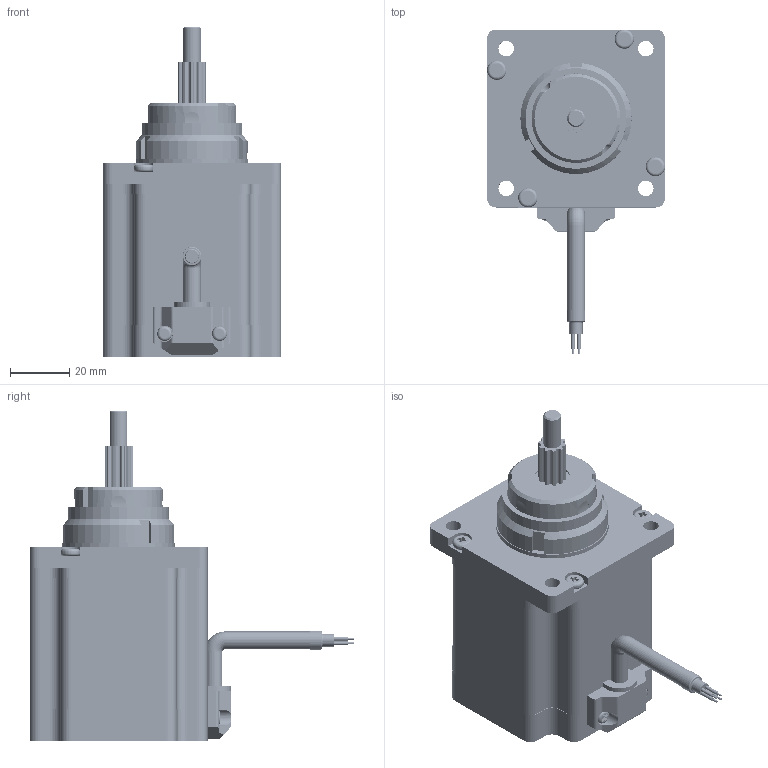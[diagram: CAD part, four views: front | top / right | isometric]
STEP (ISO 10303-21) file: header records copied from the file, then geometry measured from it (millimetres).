
FILE_DESCRIPTION (( 'STEP AP214' ), '1' );
FILE_NAME ('60NC265-T5.08-5-04-12.7-001.STEP', '2024-11-28T06:37:52', ( 'MM' ), ( 'Microsoft' ), 'SwSTEP 2.0', 'SolidWorks 2024', '' );
FILE_SCHEMA (( 'AUTOMOTIVE_DESIGN' ));
Length unit declared in the file: millimetre
Products named in the file (25): 13-60-15骨架_13-60-15; 60NC265-T5.08-5-04-12.7-001; 11-57-003（M3-61配57-65）; 03-60-8.5-17_10-60-006-10; 01-60-001（60直线前盖φ30安装孔57）_04-57-001-1; 14-57-004（57单孔出线）; 02-60-65直线贯通; 07-57-007（57固定轴卡簧）; 07-57-002（57固定轴锁紧螺母）; 06-57-038（贯通轴注塑塑料）_06-57-034; 11-57-001（M3-6配57和86压线板）; 07-57-009（57固定轴花键-12.7）_01-57-022-3; 07-57-009（57固定轴铝套-12.7）_08-35-006-5; 08-60-001（60直线电机磁钢）_07-28-001-2; 02-60-44_02-60-44; 07-57-009（57固定轴丝杆-12.7）_03-57-004-7; 09-57-001（φ30Xφ17X7); 07-57-003（57固定轴注塑螺母）; 10-60-001直线隔磁片; 13-60-27骨架_13-60-27; 02-60-65直接出线; 06-57-015（贯通65电机轴）_01-57-011-1; 03-60-011贯通65机身; 10-60-005轴套φ17H3.8; 01-60-015（60直线后盖φ30电缆线有孔）_04-60-003-1
Assembly tree (33 placements, depth 4):
  60NC265-T5.08-5-04-12.7-001
    02-60-65直线贯通
      01-60-015（60直线后盖φ30电缆线有孔）_04-60-003-1
      01-60-001（60直线前盖φ30安装孔57）_04-57-001-1
      09-57-001（φ30Xφ17X7)  x2
      10-60-005轴套φ17H3.8
      02-60-65直接出线
        02-60-44_02-60-44
        13-60-27骨架_13-60-27
        13-60-15骨架_13-60-15
      03-60-011贯通65机身
        06-57-015（贯通65电机轴）_01-57-011-1
        03-60-8.5-17_10-60-006-10  x4
        08-60-001（60直线电机磁钢）_07-28-001-2  x2
        10-60-001直线隔磁片
      11-57-001（M3-6配57和86压线板）  x2
      11-57-003（M3-61配57-65）  x4
      06-57-038（贯通轴注塑塑料）_06-57-034
    07-57-009（57固定轴铝套-12.7）_08-35-006-5
    07-57-002（57固定轴锁紧螺母）
    07-57-003（57固定轴注塑螺母）
    07-57-009（57固定轴花键-12.7）_01-57-022-3
    07-57-007（57固定轴卡簧）
    07-57-009（57固定轴丝杆-12.7）_03-57-004-7
    14-57-004（57单孔出线）
Bounding box: 60 x 109.5 x 111.55 mm (x, y, z)
Volume: 167286.6 mm3; surface area: 150013.3 mm2
Topology: 31 solids, 31 shells, 4955 faces, 14151 edges, 9376 vertices
Faces by surface type: cylinder 3081, plane 1696, cone 96, bspline 52, torus 30
Entity records: 120593 total; most frequent: CARTESIAN_POINT 45250, ORIENTED_EDGE 16124, DIRECTION 15609, EDGE_CURVE 8062, AXIS2_PLACEMENT_3D 5509, VERTEX_POINT 5330, LINE 4591, VECTOR 4591
